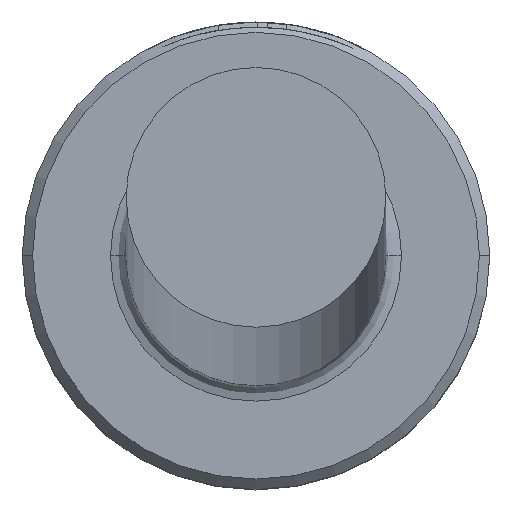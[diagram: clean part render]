
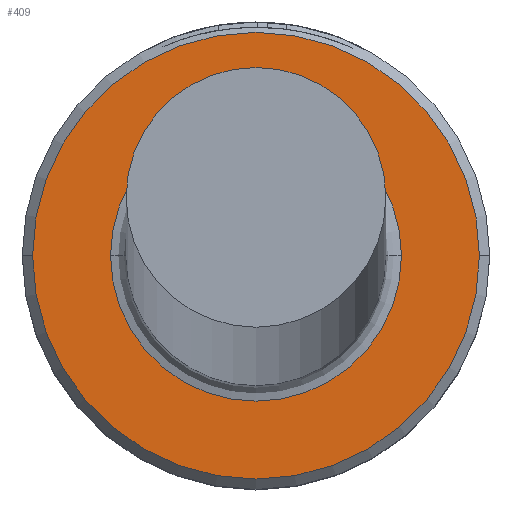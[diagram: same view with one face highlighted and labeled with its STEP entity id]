
A CAD part, top view. The second image highlights one B-rep face of the part: STEP entity #409.
In plain terms, the highlighted planar face has unit normal (0, 0, 1).
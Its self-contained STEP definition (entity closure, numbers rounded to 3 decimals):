
#28 = CARTESIAN_POINT ( 'NONE',  ( 0., 0., 6. ) ) ;
#29 = VERTEX_POINT ( 'NONE', #619 ) ;
#88 = VERTEX_POINT ( 'NONE', #515 ) ;
#122 = CARTESIAN_POINT ( 'NONE',  ( 0., 0., 6. ) ) ;
#134 = ORIENTED_EDGE ( 'NONE', *, *, #831, .T. ) ;
#138 = DIRECTION ( 'NONE',  ( 1., 0., 0. ) ) ;
#269 = VERTEX_POINT ( 'NONE', #546 ) ;
#309 = PLANE ( 'NONE',  #327 ) ;
#327 = AXIS2_PLACEMENT_3D ( 'NONE', #122, #1064, #1159 ) ;
#351 = CIRCLE ( 'NONE', #492, 2.8 ) ;
#384 = EDGE_LOOP ( 'NONE', ( #1108, #711 ) ) ;
#388 = EDGE_CURVE ( 'NONE', #269, #691, #1085, .T. ) ;
#389 = AXIS2_PLACEMENT_3D ( 'NONE', #1059, #989, #968 ) ;
#395 = EDGE_LOOP ( 'NONE', ( #596, #134 ) ) ;
#398 = DIRECTION ( 'NONE',  ( 1., 0., 0. ) ) ;
#403 = DIRECTION ( 'NONE',  ( 0., 0., 1. ) ) ;
#406 = CARTESIAN_POINT ( 'NONE',  ( 0., 0., 6. ) ) ;
#409 = ADVANCED_FACE ( 'NONE', ( #839, #776 ), #309, .T. ) ;
#432 = EDGE_CURVE ( 'NONE', #88, #29, #824, .T. ) ;
#470 = AXIS2_PLACEMENT_3D ( 'NONE', #28, #669, #138 ) ;
#492 = AXIS2_PLACEMENT_3D ( 'NONE', #896, #813, #809 ) ;
#515 = CARTESIAN_POINT ( 'NONE',  ( -2.8, 0., 6. ) ) ;
#546 = CARTESIAN_POINT ( 'NONE',  ( -4.3, 0., 6. ) ) ;
#596 = ORIENTED_EDGE ( 'NONE', *, *, #388, .T. ) ;
#619 = CARTESIAN_POINT ( 'NONE',  ( 2.8, 0., 6. ) ) ;
#653 = EDGE_CURVE ( 'NONE', #29, #88, #351, .T. ) ;
#669 = DIRECTION ( 'NONE',  ( 0., 0., 1. ) ) ;
#691 = VERTEX_POINT ( 'NONE', #741 ) ;
#711 = ORIENTED_EDGE ( 'NONE', *, *, #653, .T. ) ;
#741 = CARTESIAN_POINT ( 'NONE',  ( 4.3, 0., 6. ) ) ;
#776 = FACE_BOUND ( 'NONE', #384, .T. ) ;
#809 = DIRECTION ( 'NONE',  ( -1., 0., 0. ) ) ;
#813 = DIRECTION ( 'NONE',  ( 0., 0., -1. ) ) ;
#824 = CIRCLE ( 'NONE', #389, 2.8 ) ;
#831 = EDGE_CURVE ( 'NONE', #691, #269, #964, .T. ) ;
#839 = FACE_OUTER_BOUND ( 'NONE', #395, .T. ) ;
#896 = CARTESIAN_POINT ( 'NONE',  ( 0., 0., 6. ) ) ;
#964 = CIRCLE ( 'NONE', #470, 4.3 ) ;
#968 = DIRECTION ( 'NONE',  ( -1., 0., 0. ) ) ;
#989 = DIRECTION ( 'NONE',  ( 0., 0., -1. ) ) ;
#1059 = CARTESIAN_POINT ( 'NONE',  ( 0., 0., 6. ) ) ;
#1064 = DIRECTION ( 'NONE',  ( 0., 0., 1. ) ) ;
#1085 = CIRCLE ( 'NONE', #1101, 4.3 ) ;
#1101 = AXIS2_PLACEMENT_3D ( 'NONE', #406, #403, #398 ) ;
#1108 = ORIENTED_EDGE ( 'NONE', *, *, #432, .T. ) ;
#1159 = DIRECTION ( 'NONE',  ( 1., 0., 0. ) ) ;
